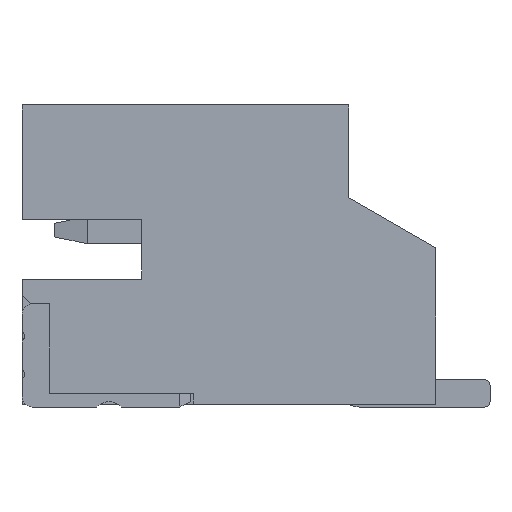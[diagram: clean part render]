
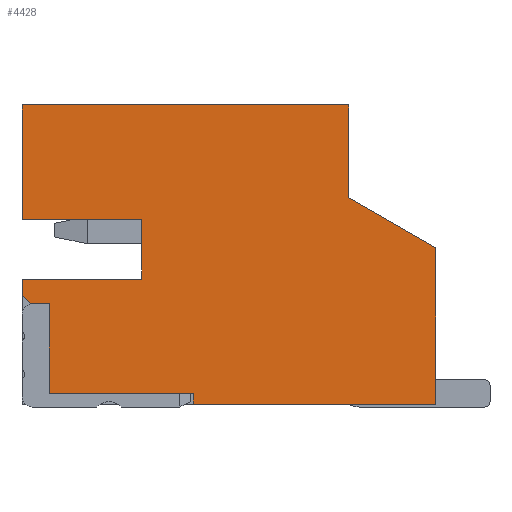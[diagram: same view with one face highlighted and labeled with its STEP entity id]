
A CAD part, left-side view. The second image highlights one B-rep face of the part: STEP entity #4428.
In plain terms, the highlighted planar face has unit normal (-1, 0, 0).
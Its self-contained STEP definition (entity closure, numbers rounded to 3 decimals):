
#219 = VERTEX_POINT ( 'NONE', #965 ) ;
#236 = CARTESIAN_POINT ( 'NONE',  ( -11.338, 7.592, 5.516 ) ) ;
#395 = CARTESIAN_POINT ( 'NONE',  ( -11.338, 5.392, 7.816 ) ) ;
#493 = CARTESIAN_POINT ( 'NONE',  ( -11.338, 1.592, 9.316 ) ) ;
#692 = DIRECTION ( 'NONE',  ( 0., -1., 0. ) ) ;
#812 = CARTESIAN_POINT ( 'NONE',  ( -11.338, 7.442, 7.366 ) ) ;
#965 = CARTESIAN_POINT ( 'NONE',  ( -11.338, 1.592, 9.316 ) ) ;
#1092 = EDGE_CURVE ( 'NONE', #8547, #3451, #3203, .T. ) ;
#1103 = ORIENTED_EDGE ( 'NONE', *, *, #5387, .F. ) ;
#1407 = DIRECTION ( 'NONE',  ( 0., 0., -1. ) ) ;
#1423 = DIRECTION ( 'NONE',  ( 0., 0., 1. ) ) ;
#1517 = ORIENTED_EDGE ( 'NONE', *, *, #1550, .F. ) ;
#1534 = ORIENTED_EDGE ( 'NONE', *, *, #1092, .T. ) ;
#1550 = EDGE_CURVE ( 'NONE', #9018, #11923, #12152, .T. ) ;
#1672 = VECTOR ( 'NONE', #692, 1000. ) ;
#1716 = CARTESIAN_POINT ( 'NONE',  ( -11.338, 5.392, 5.716 ) ) ;
#1792 = PLANE ( 'NONE',  #3372 ) ;
#1816 = DIRECTION ( 'NONE',  ( 0., 1., 0. ) ) ;
#2182 = LINE ( 'NONE', #7174, #1672 ) ;
#2348 = EDGE_CURVE ( 'NONE', #13619, #5949, #6603, .T. ) ;
#2387 = CARTESIAN_POINT ( 'NONE',  ( -11.338, 5.392, 8.916 ) ) ;
#2471 = ORIENTED_EDGE ( 'NONE', *, *, #12117, .F. ) ;
#2623 = DIRECTION ( 'NONE',  ( 0., 0., -1. ) ) ;
#2630 = CARTESIAN_POINT ( 'NONE',  ( -11.338, -0.008, 8.392 ) ) ;
#2881 = CARTESIAN_POINT ( 'NONE',  ( -11.338, 1.592, 11.016 ) ) ;
#3092 = CARTESIAN_POINT ( 'NONE',  ( -11.338, 7.092, 5.716 ) ) ;
#3203 = LINE ( 'NONE', #1716, #3897 ) ;
#3266 = VERTEX_POINT ( 'NONE', #2881 ) ;
#3372 = AXIS2_PLACEMENT_3D ( 'NONE', #4870, #7029, #2623 ) ;
#3451 = VERTEX_POINT ( 'NONE', #5331 ) ;
#3560 = LINE ( 'NONE', #11270, #8582 ) ;
#3780 = DIRECTION ( 'NONE',  ( 0., -1., 0. ) ) ;
#3863 = ORIENTED_EDGE ( 'NONE', *, *, #12353, .F. ) ;
#3897 = VECTOR ( 'NONE', #3780, 1000. ) ;
#3932 = CARTESIAN_POINT ( 'NONE',  ( -11.338, 7.592, 8.916 ) ) ;
#4147 = VERTEX_POINT ( 'NONE', #5552 ) ;
#4428 = ADVANCED_FACE ( 'NONE', ( #6347 ), #1792, .F. ) ;
#4870 = CARTESIAN_POINT ( 'NONE',  ( -11.338, 5.392, 11.016 ) ) ;
#4898 = VERTEX_POINT ( 'NONE', #2630 ) ;
#5012 = VECTOR ( 'NONE', #13163, 1000. ) ;
#5014 = CARTESIAN_POINT ( 'NONE',  ( -11.338, 5.392, 7.366 ) ) ;
#5331 = CARTESIAN_POINT ( 'NONE',  ( -11.338, 4.442, 5.716 ) ) ;
#5333 = VERTEX_POINT ( 'NONE', #2387 ) ;
#5387 = EDGE_CURVE ( 'NONE', #4898, #12795, #3560, .T. ) ;
#5451 = CARTESIAN_POINT ( 'NONE',  ( -11.338, 7.592, 7.816 ) ) ;
#5552 = CARTESIAN_POINT ( 'NONE',  ( -11.338, 4.442, 5.516 ) ) ;
#5719 = VECTOR ( 'NONE', #13831, 1000. ) ;
#5755 = ORIENTED_EDGE ( 'NONE', *, *, #9865, .F. ) ;
#5805 = DIRECTION ( 'NONE',  ( 0., 1., 0. ) ) ;
#5949 = VERTEX_POINT ( 'NONE', #10206 ) ;
#6104 = EDGE_CURVE ( 'NONE', #5333, #13619, #6984, .T. ) ;
#6347 = FACE_OUTER_BOUND ( 'NONE', #9838, .T. ) ;
#6495 = DIRECTION ( 'NONE',  ( 0., -0.866, -0.5 ) ) ;
#6499 = CARTESIAN_POINT ( 'NONE',  ( -11.338, 1.592, 11.016 ) ) ;
#6512 = ORIENTED_EDGE ( 'NONE', *, *, #7662, .T. ) ;
#6603 = LINE ( 'NONE', #3932, #13344 ) ;
#6825 = CARTESIAN_POINT ( 'NONE',  ( -11.338, 8.242, 8.166 ) ) ;
#6934 = LINE ( 'NONE', #6499, #10753 ) ;
#6984 = LINE ( 'NONE', #8377, #13039 ) ;
#7029 = DIRECTION ( 'NONE',  ( 1., 0., 0. ) ) ;
#7174 = CARTESIAN_POINT ( 'NONE',  ( -11.338, 7.592, 11.016 ) ) ;
#7261 = LINE ( 'NONE', #5451, #5012 ) ;
#7516 = CARTESIAN_POINT ( 'NONE',  ( -11.338, 7.592, 7.516 ) ) ;
#7550 = EDGE_CURVE ( 'NONE', #3266, #219, #6934, .T. ) ;
#7660 = CARTESIAN_POINT ( 'NONE',  ( -11.338, 7.092, 7.366 ) ) ;
#7662 = EDGE_CURVE ( 'NONE', #9018, #13729, #9877, .T. ) ;
#7674 = CARTESIAN_POINT ( 'NONE',  ( -11.338, -0.008, 5.516 ) ) ;
#7680 = ORIENTED_EDGE ( 'NONE', *, *, #12647, .T. ) ;
#8186 = ORIENTED_EDGE ( 'NONE', *, *, #2348, .F. ) ;
#8255 = CARTESIAN_POINT ( 'NONE',  ( -11.338, 4.442, 11.016 ) ) ;
#8307 = DIRECTION ( 'NONE',  ( 0., 0., -1. ) ) ;
#8337 = VECTOR ( 'NONE', #9350, 1000. ) ;
#8377 = CARTESIAN_POINT ( 'NONE',  ( -11.338, 5.392, 8.916 ) ) ;
#8405 = CARTESIAN_POINT ( 'NONE',  ( -11.338, 5.392, 7.816 ) ) ;
#8547 = VERTEX_POINT ( 'NONE', #3092 ) ;
#8582 = VECTOR ( 'NONE', #1407, 1000. ) ;
#9018 = VERTEX_POINT ( 'NONE', #7516 ) ;
#9142 = EDGE_CURVE ( 'NONE', #11923, #12600, #7261, .T. ) ;
#9309 = LINE ( 'NONE', #8255, #14127 ) ;
#9350 = DIRECTION ( 'NONE',  ( 0., 0., -1. ) ) ;
#9628 = ORIENTED_EDGE ( 'NONE', *, *, #10651, .T. ) ;
#9631 = DIRECTION ( 'NONE',  ( 0., 0., 1. ) ) ;
#9838 = EDGE_LOOP ( 'NONE', ( #1534, #7680, #5755, #1103, #3863, #10258, #13331, #8186, #13973, #2471, #10484, #1517, #6512, #10841, #9628 ) ) ;
#9865 = EDGE_CURVE ( 'NONE', #12795, #4147, #13347, .T. ) ;
#9877 = LINE ( 'NONE', #6825, #13674 ) ;
#9907 = CARTESIAN_POINT ( 'NONE',  ( -11.338, 7.592, 5.816 ) ) ;
#9989 = EDGE_CURVE ( 'NONE', #5949, #3266, #2182, .T. ) ;
#10018 = VECTOR ( 'NONE', #6495, 1000. ) ;
#10206 = CARTESIAN_POINT ( 'NONE',  ( -11.338, 7.592, 11.016 ) ) ;
#10258 = ORIENTED_EDGE ( 'NONE', *, *, #7550, .F. ) ;
#10390 = LINE ( 'NONE', #5014, #5719 ) ;
#10484 = ORIENTED_EDGE ( 'NONE', *, *, #9142, .F. ) ;
#10651 = EDGE_CURVE ( 'NONE', #12385, #8547, #11254, .T. ) ;
#10694 = EDGE_CURVE ( 'NONE', #13729, #12385, #10390, .T. ) ;
#10753 = VECTOR ( 'NONE', #13301, 1000. ) ;
#10841 = ORIENTED_EDGE ( 'NONE', *, *, #10694, .T. ) ;
#11115 = VECTOR ( 'NONE', #1423, 1000. ) ;
#11254 = LINE ( 'NONE', #11615, #8337 ) ;
#11270 = CARTESIAN_POINT ( 'NONE',  ( -11.338, -0.008, 8.392 ) ) ;
#11449 = VECTOR ( 'NONE', #5805, 1000. ) ;
#11615 = CARTESIAN_POINT ( 'NONE',  ( -11.338, 7.092, 11.016 ) ) ;
#11923 = VERTEX_POINT ( 'NONE', #12828 ) ;
#12117 = EDGE_CURVE ( 'NONE', #12600, #5333, #12789, .T. ) ;
#12152 = LINE ( 'NONE', #9907, #11115 ) ;
#12353 = EDGE_CURVE ( 'NONE', #219, #4898, #13801, .T. ) ;
#12385 = VERTEX_POINT ( 'NONE', #7660 ) ;
#12562 = CARTESIAN_POINT ( 'NONE',  ( -11.338, 7.592, 8.916 ) ) ;
#12600 = VERTEX_POINT ( 'NONE', #8405 ) ;
#12647 = EDGE_CURVE ( 'NONE', #3451, #4147, #9309, .T. ) ;
#12789 = LINE ( 'NONE', #395, #13646 ) ;
#12795 = VERTEX_POINT ( 'NONE', #7674 ) ;
#12828 = CARTESIAN_POINT ( 'NONE',  ( -11.338, 7.592, 7.816 ) ) ;
#13039 = VECTOR ( 'NONE', #1816, 1000. ) ;
#13163 = DIRECTION ( 'NONE',  ( 0., -1., 0. ) ) ;
#13301 = DIRECTION ( 'NONE',  ( 0., 0., -1. ) ) ;
#13331 = ORIENTED_EDGE ( 'NONE', *, *, #9989, .F. ) ;
#13344 = VECTOR ( 'NONE', #9631, 1000. ) ;
#13347 = LINE ( 'NONE', #236, #11449 ) ;
#13350 = DIRECTION ( 'NONE',  ( 0., 0., 1. ) ) ;
#13538 = DIRECTION ( 'NONE',  ( 0., -0.707, -0.707 ) ) ;
#13619 = VERTEX_POINT ( 'NONE', #12562 ) ;
#13646 = VECTOR ( 'NONE', #13350, 1000. ) ;
#13674 = VECTOR ( 'NONE', #13538, 1000. ) ;
#13729 = VERTEX_POINT ( 'NONE', #812 ) ;
#13801 = LINE ( 'NONE', #493, #10018 ) ;
#13831 = DIRECTION ( 'NONE',  ( 0., -1., 0. ) ) ;
#13973 = ORIENTED_EDGE ( 'NONE', *, *, #6104, .F. ) ;
#14127 = VECTOR ( 'NONE', #8307, 1000. ) ;
